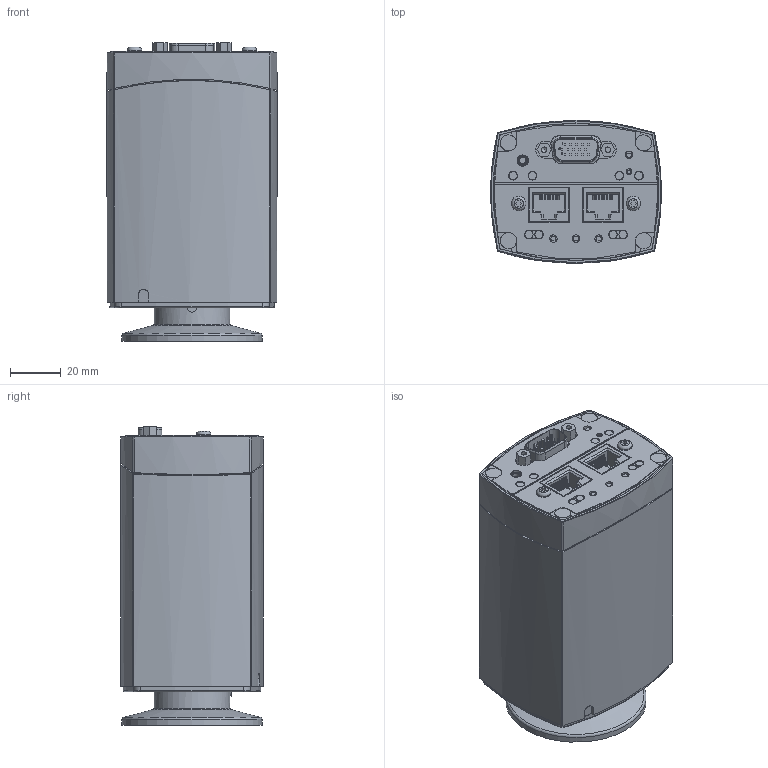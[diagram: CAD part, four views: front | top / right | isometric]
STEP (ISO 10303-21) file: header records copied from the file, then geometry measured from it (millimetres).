
FILE_DESCRIPTION(/* description */ (''),/* implementation_level */ '2;1');
FILE_NAME(/* name */ 'MMAG50x_15DSub_EtherCAT_II_40KF.stp',/* time_stamp */ '2018-09-28T08:30:33+02:00',/* author */ ('STUJ'),/* organization */ (''),/* preprocessor_version */ 'ST-DEVELOPER v17',/* originating_system */ 'Autodesk Inventor 2018',/* authorisation */ '');
FILE_SCHEMA (('AUTOMOTIVE_DESIGN { 1 0 10303 214 3 1 1 }'));
Length unit declared in the file: millimetre
Products named in the file (1): Bauteil1
Bounding box: 67 x 56 x 117.3 mm (x, y, z)
Volume: 347210 mm3; surface area: 45912.4 mm2
Topology: 1 solids, 1 shells, 854 faces, 3289 edges, 3526 vertices
Faces by surface type: plane 533, cylinder 263, torus 33, cone 21, bspline 4
Full cylindrical faces by diameter (mm): 1.3 x1, 2.156 x2, 2.6 x1, 3 x4, 3.2 x8, 3.4 x4, 4 x1, 4.4 x1, 5.2 x5, 5.7 x2, 6.3 x4, 7 x1, 25 x2, 25.6 x1, 29.8 x1, 31.5 x1, 41.2 x1, 55 x1
Entity records: 32753 total; most frequent: CARTESIAN_POINT 8034, ORIENTED_EDGE 4562, DIRECTION 4474, EDGE_CURVE 2281, STYLED_ITEM 1861, VERTEX_POINT 1514, AXIS2_PLACEMENT_3D 1505, LINE 1464
